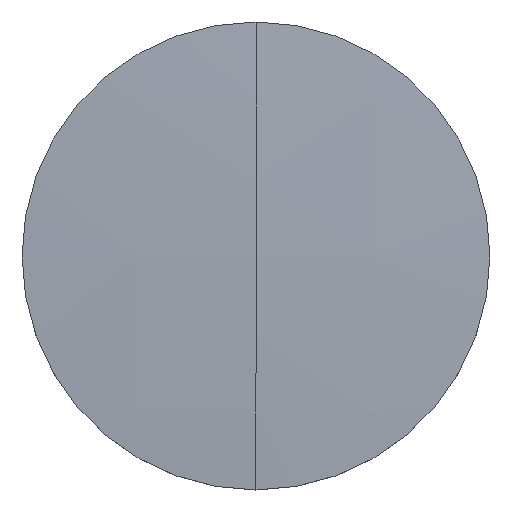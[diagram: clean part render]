
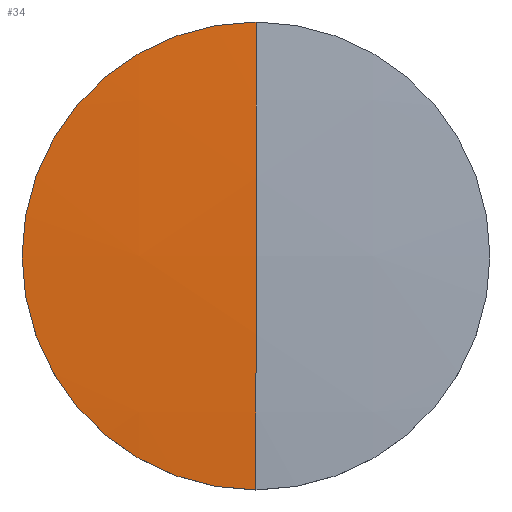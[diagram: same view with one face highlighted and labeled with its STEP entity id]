
A CAD part, top view. The second image highlights one B-rep face of the part: STEP entity #34.
In plain terms, the highlighted spherical face has radius 206.03 mm.
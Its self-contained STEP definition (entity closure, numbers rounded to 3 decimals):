
#27 = DIRECTION ( 'NONE',  ( 0., 1., 0. ) ) ;
#28 = DIRECTION ( 'NONE',  ( -1., 0., 0. ) ) ;
#29 = CARTESIAN_POINT ( 'NONE',  ( 0., 0., -204.835 ) ) ;
#30 = AXIS2_PLACEMENT_3D ( 'NONE', #29, #28, #27 ) ;
#33 = SPHERICAL_SURFACE ( 'NONE', #30, 206.03 ) ;
#34 = ADVANCED_FACE ( 'NONE', ( #84 ), #33, .T. ) ;
#42 = VERTEX_POINT ( 'NONE', #199 ) ;
#44 = EDGE_CURVE ( 'NONE', #45, #42, #155, .T. ) ;
#45 = VERTEX_POINT ( 'NONE', #156 ) ;
#49 = EDGE_LOOP ( 'NONE', ( #50, #51, #54, #57 ) ) ;
#50 = ORIENTED_EDGE ( 'NONE', *, *, #44, .T. ) ;
#51 = ORIENTED_EDGE ( 'NONE', *, *, #52, .T. ) ;
#52 = EDGE_CURVE ( 'NONE', #42, #53, #189, .T. ) ;
#53 = VERTEX_POINT ( 'NONE', #148 ) ;
#54 = ORIENTED_EDGE ( 'NONE', *, *, #55, .T. ) ;
#55 = EDGE_CURVE ( 'NONE', #53, #56, #174, .T. ) ;
#56 = VERTEX_POINT ( 'NONE', #144 ) ;
#57 = ORIENTED_EDGE ( 'NONE', *, *, #58, .F. ) ;
#58 = EDGE_CURVE ( 'NONE', #45, #56, #242, .T. ) ;
#84 = FACE_OUTER_BOUND ( 'NONE', #49, .T. ) ;
#92 = DIRECTION ( 'NONE',  ( 1., 0., 0. ) ) ;
#93 = DIRECTION ( 'NONE',  ( 0., 0., 1. ) ) ;
#94 = AXIS2_PLACEMENT_3D ( 'NONE', #183, #93, #92 ) ;
#144 = CARTESIAN_POINT ( 'NONE',  ( 0., 0., 1.195 ) ) ;
#148 = CARTESIAN_POINT ( 'NONE',  ( 0., -12.7, 0.803 ) ) ;
#149 = DIRECTION ( 'NONE',  ( 1., 0., 0. ) ) ;
#150 = DIRECTION ( 'NONE',  ( 0., 0., 1. ) ) ;
#155 = CIRCLE ( 'NONE', #94, 12.7 ) ;
#156 = CARTESIAN_POINT ( 'NONE',  ( 0., 12.7, 0.803 ) ) ;
#170 = DIRECTION ( 'NONE',  ( 0., -1., 0. ) ) ;
#171 = DIRECTION ( 'NONE',  ( -1., 0., 0. ) ) ;
#172 = CARTESIAN_POINT ( 'NONE',  ( 0., 0., -204.835 ) ) ;
#173 = AXIS2_PLACEMENT_3D ( 'NONE', #172, #171, #170 ) ;
#174 = CIRCLE ( 'NONE', #173, 206.03 ) ;
#177 = CARTESIAN_POINT ( 'NONE',  ( 0., 0., -204.835 ) ) ;
#183 = CARTESIAN_POINT ( 'NONE',  ( 0., 0., 0.803 ) ) ;
#189 = CIRCLE ( 'NONE', #245, 12.7 ) ;
#199 = CARTESIAN_POINT ( 'NONE',  ( -12.7, 0., 0.803 ) ) ;
#239 = DIRECTION ( 'NONE',  ( 0., 0., -1. ) ) ;
#240 = DIRECTION ( 'NONE',  ( 1., 0., 0. ) ) ;
#241 = AXIS2_PLACEMENT_3D ( 'NONE', #177, #240, #239 ) ;
#242 = CIRCLE ( 'NONE', #241, 206.03 ) ;
#244 = CARTESIAN_POINT ( 'NONE',  ( 0., 0., 0.803 ) ) ;
#245 = AXIS2_PLACEMENT_3D ( 'NONE', #244, #150, #149 ) ;
